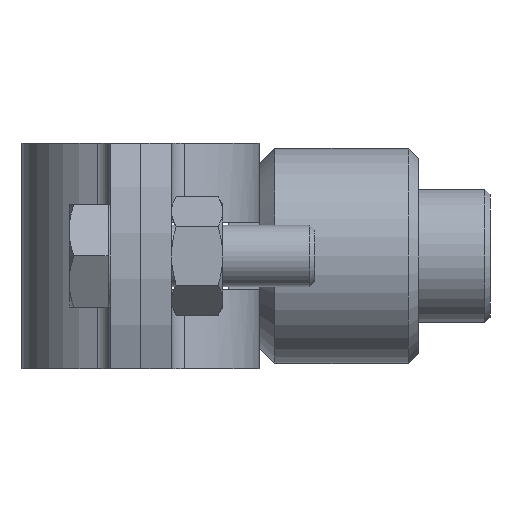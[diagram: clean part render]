
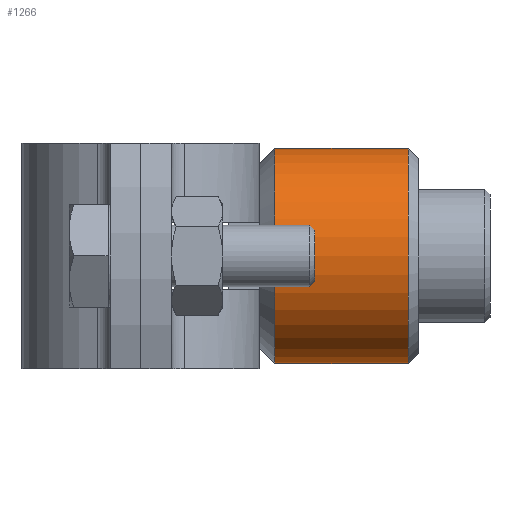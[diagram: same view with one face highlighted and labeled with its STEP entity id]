
A CAD part, left-side view. The second image highlights one B-rep face of the part: STEP entity #1266.
In plain terms, the highlighted cylindrical face has radius 10.5 mm (diameter 21 mm), a partial arc.
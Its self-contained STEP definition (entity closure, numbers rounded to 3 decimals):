
#81 = DIRECTION ( 'NONE',  ( 0., 0., -1. ) ) ;
#191 = ORIENTED_EDGE ( 'NONE', *, *, #4298, .T. ) ;
#416 = CARTESIAN_POINT ( 'NONE',  ( 0., -13.1, 10.5 ) ) ;
#452 = CARTESIAN_POINT ( 'NONE',  ( 0., -26.1, 10.5 ) ) ;
#871 = DIRECTION ( 'NONE',  ( 0., -1., 0. ) ) ;
#986 = EDGE_LOOP ( 'NONE', ( #1421, #4013, #191, #2254 ) ) ;
#1011 = DIRECTION ( 'NONE',  ( 0., 1., 0. ) ) ;
#1040 = VERTEX_POINT ( 'NONE', #1567 ) ;
#1082 = CARTESIAN_POINT ( 'NONE',  ( 0., -42.719, 0. ) ) ;
#1266 = ADVANCED_FACE ( 'NONE', ( #3766 ), #3092, .T. ) ;
#1282 = VERTEX_POINT ( 'NONE', #3809 ) ;
#1421 = ORIENTED_EDGE ( 'NONE', *, *, #4358, .F. ) ;
#1567 = CARTESIAN_POINT ( 'NONE',  ( 0., -26.1, -10.5 ) ) ;
#1703 = DIRECTION ( 'NONE',  ( 0., 0., 1. ) ) ;
#2016 = VECTOR ( 'NONE', #4390, 1000. ) ;
#2032 = LINE ( 'NONE', #3980, #2869 ) ;
#2094 = AXIS2_PLACEMENT_3D ( 'NONE', #2519, #871, #2974 ) ;
#2254 = ORIENTED_EDGE ( 'NONE', *, *, #3685, .T. ) ;
#2450 = DIRECTION ( 'NONE',  ( 0., -1., 0. ) ) ;
#2519 = CARTESIAN_POINT ( 'NONE',  ( 0., -13.1, 0. ) ) ;
#2591 = AXIS2_PLACEMENT_3D ( 'NONE', #1082, #2450, #81 ) ;
#2635 = VERTEX_POINT ( 'NONE', #452 ) ;
#2807 = CIRCLE ( 'NONE', #3008, 10.5 ) ;
#2840 = EDGE_CURVE ( 'NONE', #3715, #1282, #2953, .T. ) ;
#2869 = VECTOR ( 'NONE', #3653, 1000. ) ;
#2953 = CIRCLE ( 'NONE', #2094, 10.5 ) ;
#2974 = DIRECTION ( 'NONE',  ( 0., 0., 1. ) ) ;
#3008 = AXIS2_PLACEMENT_3D ( 'NONE', #4063, #1011, #1703 ) ;
#3092 = CYLINDRICAL_SURFACE ( 'NONE', #2591, 10.5 ) ;
#3348 = LINE ( 'NONE', #4060, #2016 ) ;
#3653 = DIRECTION ( 'NONE',  ( 0., -1., 0. ) ) ;
#3685 = EDGE_CURVE ( 'NONE', #1040, #2635, #2807, .T. ) ;
#3715 = VERTEX_POINT ( 'NONE', #416 ) ;
#3766 = FACE_OUTER_BOUND ( 'NONE', #986, .T. ) ;
#3809 = CARTESIAN_POINT ( 'NONE',  ( 0., -13.1, -10.5 ) ) ;
#3980 = CARTESIAN_POINT ( 'NONE',  ( 0., -42.719, 10.5 ) ) ;
#4013 = ORIENTED_EDGE ( 'NONE', *, *, #2840, .T. ) ;
#4060 = CARTESIAN_POINT ( 'NONE',  ( 0., -42.719, -10.5 ) ) ;
#4063 = CARTESIAN_POINT ( 'NONE',  ( 0., -26.1, 0. ) ) ;
#4298 = EDGE_CURVE ( 'NONE', #1282, #1040, #3348, .T. ) ;
#4358 = EDGE_CURVE ( 'NONE', #3715, #2635, #2032, .T. ) ;
#4390 = DIRECTION ( 'NONE',  ( 0., -1., 0. ) ) ;
